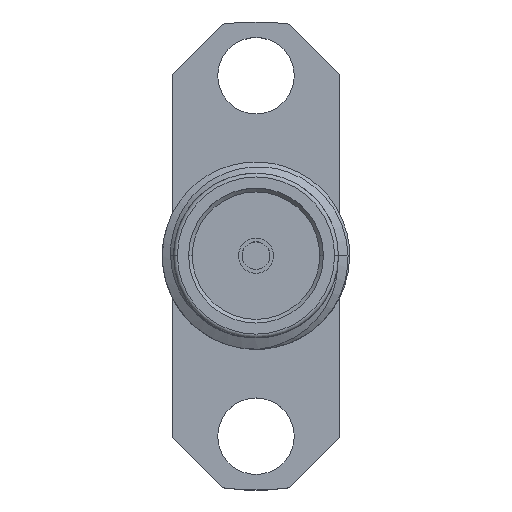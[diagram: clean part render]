
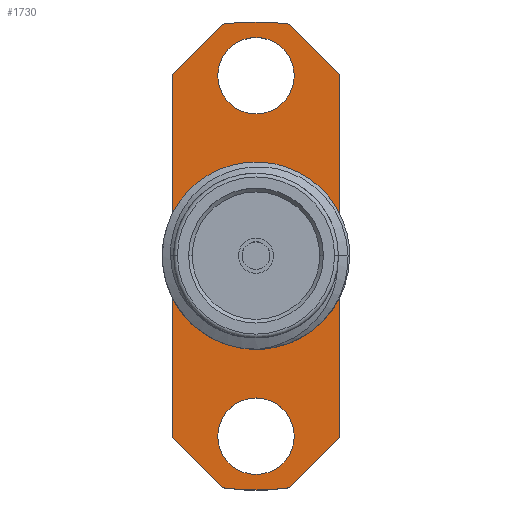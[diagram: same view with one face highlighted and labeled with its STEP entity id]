
A CAD part, top view. The second image highlights one B-rep face of the part: STEP entity #1730.
In plain terms, the highlighted planar face has unit normal (0, 0, 1).
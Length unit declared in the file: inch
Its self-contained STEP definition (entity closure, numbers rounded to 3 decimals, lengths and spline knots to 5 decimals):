
#8 = CARTESIAN_POINT ( 'NONE',  ( 0., -0.2405, -0.308 ) ) ;
#21 = LINE ( 'NONE', #1396, #1493 ) ;
#53 = FACE_BOUND ( 'NONE', #1397, .T. ) ;
#61 = CARTESIAN_POINT ( 'NONE',  ( -0.0415, -0.3125, -0.308 ) ) ;
#68 = DIRECTION ( 'NONE',  ( 1., 0., 0. ) ) ;
#85 = EDGE_CURVE ( 'NONE', #1650, #1505, #320, .T. ) ;
#91 = DIRECTION ( 'NONE',  ( 1., 0., 0. ) ) ;
#133 = CARTESIAN_POINT ( 'NONE',  ( 0., 0., -0.308 ) ) ;
#143 = DIRECTION ( 'NONE',  ( -1., 0., 0. ) ) ;
#163 = CARTESIAN_POINT ( 'NONE',  ( -0.1115, 0.2425, -0.308 ) ) ;
#181 = EDGE_CURVE ( 'NONE', #2097, #1058, #1977, .T. ) ;
#197 = FACE_BOUND ( 'NONE', #2196, .T. ) ;
#237 = EDGE_CURVE ( 'NONE', #2135, #1621, #2315, .T. ) ;
#262 = EDGE_CURVE ( 'NONE', #1904, #2498, #1906, .T. ) ;
#279 = VERTEX_POINT ( 'NONE', #1538 ) ;
#320 = LINE ( 'NONE', #61, #534 ) ;
#332 = ORIENTED_EDGE ( 'NONE', *, *, #1736, .T. ) ;
#397 = ORIENTED_EDGE ( 'NONE', *, *, #2842, .T. ) ;
#411 = CARTESIAN_POINT ( 'NONE',  ( 0., 0., -0.308 ) ) ;
#428 = ORIENTED_EDGE ( 'NONE', *, *, #262, .F. ) ;
#446 = DIRECTION ( 'NONE',  ( 1., 0., 0. ) ) ;
#496 = DIRECTION ( 'NONE',  ( 1., 0., 0. ) ) ;
#511 = EDGE_LOOP ( 'NONE', ( #332, #1314, #1747, #2892, #397, #1725, #2007, #1866 ) ) ;
#534 = VECTOR ( 'NONE', #1726, 39.37008 ) ;
#537 = CARTESIAN_POINT ( 'NONE',  ( 0., -0.2405, -0.308 ) ) ;
#539 = VERTEX_POINT ( 'NONE', #2020 ) ;
#629 = AXIS2_PLACEMENT_3D ( 'NONE', #1758, #1045, #2252 ) ;
#648 = ORIENTED_EDGE ( 'NONE', *, *, #1881, .F. ) ;
#682 = CARTESIAN_POINT ( 'NONE',  ( -0.1115, -0.3125, -0.308 ) ) ;
#703 = LINE ( 'NONE', #682, #2298 ) ;
#732 = ORIENTED_EDGE ( 'NONE', *, *, #2143, .F. ) ;
#765 = EDGE_LOOP ( 'NONE', ( #921, #732 ) ) ;
#802 = CARTESIAN_POINT ( 'NONE',  ( 0.1115, -0.2425, -0.308 ) ) ;
#803 = CARTESIAN_POINT ( 'NONE',  ( 0.1115, -0.2425, -0.308 ) ) ;
#842 = DIRECTION ( 'NONE',  ( 0., 0., 1. ) ) ;
#886 = CARTESIAN_POINT ( 'NONE',  ( 0., 0., -0.308 ) ) ;
#898 = EDGE_CURVE ( 'NONE', #279, #2553, #1601, .T. ) ;
#921 = ORIENTED_EDGE ( 'NONE', *, *, #898, .F. ) ;
#1045 = DIRECTION ( 'NONE',  ( 0., 0., 1. ) ) ;
#1058 = VERTEX_POINT ( 'NONE', #2528 ) ;
#1152 = FACE_OUTER_BOUND ( 'NONE', #511, .T. ) ;
#1180 = DIRECTION ( 'NONE',  ( 0., 1., 0. ) ) ;
#1187 = EDGE_CURVE ( 'NONE', #1621, #1720, #21, .T. ) ;
#1193 = CARTESIAN_POINT ( 'NONE',  ( 0.04472, -0.30928, -0.308 ) ) ;
#1235 = CIRCLE ( 'NONE', #2296, 0.051 ) ;
#1248 = EDGE_CURVE ( 'NONE', #1720, #2088, #1297, .T. ) ;
#1297 = LINE ( 'NONE', #1884, #1489 ) ;
#1314 = ORIENTED_EDGE ( 'NONE', *, *, #2446, .T. ) ;
#1350 = VECTOR ( 'NONE', #1509, 39.37008 ) ;
#1367 = AXIS2_PLACEMENT_3D ( 'NONE', #2933, #1501, #91 ) ;
#1378 = LINE ( 'NONE', #163, #1415 ) ;
#1379 = VERTEX_POINT ( 'NONE', #2596 ) ;
#1396 = CARTESIAN_POINT ( 'NONE',  ( 0.1115, -0.3125, -0.308 ) ) ;
#1397 = EDGE_LOOP ( 'NONE', ( #428, #2893 ) ) ;
#1415 = VECTOR ( 'NONE', #2971, 39.37008 ) ;
#1453 = DIRECTION ( 'NONE',  ( 0., 0., 1. ) ) ;
#1465 = CARTESIAN_POINT ( 'NONE',  ( -0.051, 0.2405, -0.308 ) ) ;
#1475 = DIRECTION ( 'NONE',  ( 0., 0., 1. ) ) ;
#1489 = VECTOR ( 'NONE', #2100, 39.37008 ) ;
#1493 = VECTOR ( 'NONE', #1180, 39.37008 ) ;
#1501 = DIRECTION ( 'NONE',  ( 0., 0., 1. ) ) ;
#1505 = VERTEX_POINT ( 'NONE', #1513 ) ;
#1509 = DIRECTION ( 'NONE',  ( 0.707, 0.707, 0. ) ) ;
#1513 = CARTESIAN_POINT ( 'NONE',  ( -0.04472, -0.30928, -0.308 ) ) ;
#1535 = DIRECTION ( 'NONE',  ( 0., 0., 1. ) ) ;
#1538 = CARTESIAN_POINT ( 'NONE',  ( 0.051, -0.2405, -0.308 ) ) ;
#1546 = DIRECTION ( 'NONE',  ( 1., 0., 0. ) ) ;
#1591 = DIRECTION ( 'NONE',  ( 0., -1., 0. ) ) ;
#1601 = CIRCLE ( 'NONE', #2970, 0.051 ) ;
#1618 = AXIS2_PLACEMENT_3D ( 'NONE', #3043, #1837, #446 ) ;
#1621 = VERTEX_POINT ( 'NONE', #802 ) ;
#1650 = VERTEX_POINT ( 'NONE', #1983 ) ;
#1711 = AXIS2_PLACEMENT_3D ( 'NONE', #133, #2299, #143 ) ;
#1720 = VERTEX_POINT ( 'NONE', #1810 ) ;
#1725 = ORIENTED_EDGE ( 'NONE', *, *, #237, .T. ) ;
#1726 = DIRECTION ( 'NONE',  ( 0.707, -0.707, 0. ) ) ;
#1730 = ADVANCED_FACE ( 'NONE', ( #197, #2978, #53, #1152 ), #2768, .F. ) ;
#1736 = EDGE_CURVE ( 'NONE', #2088, #1379, #3015, .T. ) ;
#1747 = ORIENTED_EDGE ( 'NONE', *, *, #1885, .T. ) ;
#1758 = CARTESIAN_POINT ( 'NONE',  ( 0., 0., -0.308 ) ) ;
#1766 = CARTESIAN_POINT ( 'NONE',  ( 0., 0., -0.308 ) ) ;
#1810 = CARTESIAN_POINT ( 'NONE',  ( 0.1115, 0.2425, -0.308 ) ) ;
#1837 = DIRECTION ( 'NONE',  ( 0., 0., 1. ) ) ;
#1866 = ORIENTED_EDGE ( 'NONE', *, *, #1248, .T. ) ;
#1881 = EDGE_CURVE ( 'NONE', #1058, #2097, #2936, .T. ) ;
#1884 = CARTESIAN_POINT ( 'NONE',  ( 0.0415, 0.3125, -0.308 ) ) ;
#1885 = EDGE_CURVE ( 'NONE', #539, #1650, #703, .T. ) ;
#1904 = VERTEX_POINT ( 'NONE', #2580 ) ;
#1906 = CIRCLE ( 'NONE', #2328, 0.10989 ) ;
#1977 = CIRCLE ( 'NONE', #1367, 0.051 ) ;
#1983 = CARTESIAN_POINT ( 'NONE',  ( -0.1115, -0.2425, -0.308 ) ) ;
#2007 = ORIENTED_EDGE ( 'NONE', *, *, #1187, .T. ) ;
#2013 = ORIENTED_EDGE ( 'NONE', *, *, #181, .F. ) ;
#2020 = CARTESIAN_POINT ( 'NONE',  ( -0.1115, 0.2425, -0.308 ) ) ;
#2025 = DIRECTION ( 'NONE',  ( -1., 0., 0. ) ) ;
#2064 = DIRECTION ( 'NONE',  ( 0., 0., 1. ) ) ;
#2088 = VERTEX_POINT ( 'NONE', #2671 ) ;
#2097 = VERTEX_POINT ( 'NONE', #1465 ) ;
#2100 = DIRECTION ( 'NONE',  ( -0.707, 0.707, 0. ) ) ;
#2135 = VERTEX_POINT ( 'NONE', #1193 ) ;
#2143 = EDGE_CURVE ( 'NONE', #2553, #279, #1235, .T. ) ;
#2156 = CIRCLE ( 'NONE', #2959, 0.10989 ) ;
#2196 = EDGE_LOOP ( 'NONE', ( #648, #2013 ) ) ;
#2252 = DIRECTION ( 'NONE',  ( 1., 0., 0. ) ) ;
#2295 = CARTESIAN_POINT ( 'NONE',  ( -0.051, -0.2405, -0.308 ) ) ;
#2296 = AXIS2_PLACEMENT_3D ( 'NONE', #8, #1453, #496 ) ;
#2298 = VECTOR ( 'NONE', #1591, 39.37008 ) ;
#2299 = DIRECTION ( 'NONE',  ( 0., 0., -1. ) ) ;
#2315 = LINE ( 'NONE', #803, #1350 ) ;
#2328 = AXIS2_PLACEMENT_3D ( 'NONE', #1766, #842, #2025 ) ;
#2446 = EDGE_CURVE ( 'NONE', #1379, #539, #1378, .T. ) ;
#2498 = VERTEX_POINT ( 'NONE', #2510 ) ;
#2510 = CARTESIAN_POINT ( 'NONE',  ( -0.10989, 0., -0.308 ) ) ;
#2528 = CARTESIAN_POINT ( 'NONE',  ( 0.051, 0.2405, -0.308 ) ) ;
#2547 = EDGE_CURVE ( 'NONE', #2498, #1904, #2156, .T. ) ;
#2549 = DIRECTION ( 'NONE',  ( -1., 0., 0. ) ) ;
#2553 = VERTEX_POINT ( 'NONE', #2295 ) ;
#2580 = CARTESIAN_POINT ( 'NONE',  ( 0.10989, 0., -0.308 ) ) ;
#2596 = CARTESIAN_POINT ( 'NONE',  ( -0.04472, 0.30928, -0.308 ) ) ;
#2643 = CIRCLE ( 'NONE', #629, 0.3125 ) ;
#2671 = CARTESIAN_POINT ( 'NONE',  ( 0.04472, 0.30928, -0.308 ) ) ;
#2692 = AXIS2_PLACEMENT_3D ( 'NONE', #886, #1535, #1546 ) ;
#2768 = PLANE ( 'NONE',  #1711 ) ;
#2842 = EDGE_CURVE ( 'NONE', #1505, #2135, #2643, .T. ) ;
#2892 = ORIENTED_EDGE ( 'NONE', *, *, #85, .T. ) ;
#2893 = ORIENTED_EDGE ( 'NONE', *, *, #2547, .F. ) ;
#2933 = CARTESIAN_POINT ( 'NONE',  ( 0., 0.2405, -0.308 ) ) ;
#2936 = CIRCLE ( 'NONE', #1618, 0.051 ) ;
#2959 = AXIS2_PLACEMENT_3D ( 'NONE', #411, #2064, #2549 ) ;
#2970 = AXIS2_PLACEMENT_3D ( 'NONE', #537, #1475, #68 ) ;
#2971 = DIRECTION ( 'NONE',  ( -0.707, -0.707, 0. ) ) ;
#2978 = FACE_BOUND ( 'NONE', #765, .T. ) ;
#3015 = CIRCLE ( 'NONE', #2692, 0.3125 ) ;
#3043 = CARTESIAN_POINT ( 'NONE',  ( 0., 0.2405, -0.308 ) ) ;
